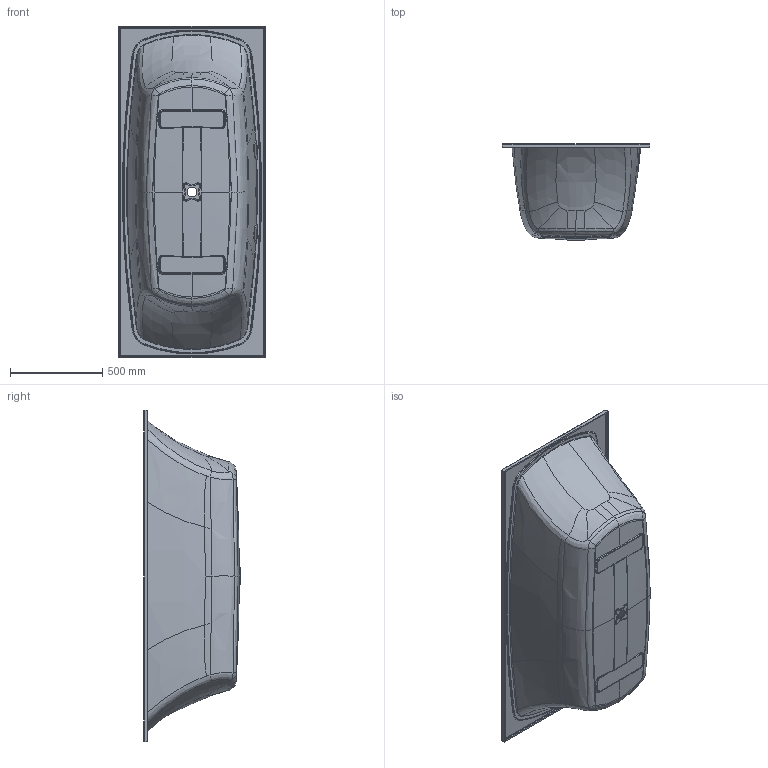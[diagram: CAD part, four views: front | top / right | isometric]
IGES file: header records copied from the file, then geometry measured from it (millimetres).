
Start section:  PTC IGES file: My_Art_180.igs
Global section: file name: My_Art_180.igs; native system: Pro/ENGINEER by Parametric Technology Corporation; preprocessor: 2008230; author: radixh; organization: Unknown; date: 20090313.083940; units: millimetre
Bounding box: 800 x 522.1 x 1800 mm (x, y, z)
Volume: 29649998.7 mm3; surface area: 5666379.5 mm2
Topology: 1 solids, 1 shells, 488 faces, 1150 edges, 689 vertices
Faces by surface type: bspline 397, revolution 91
